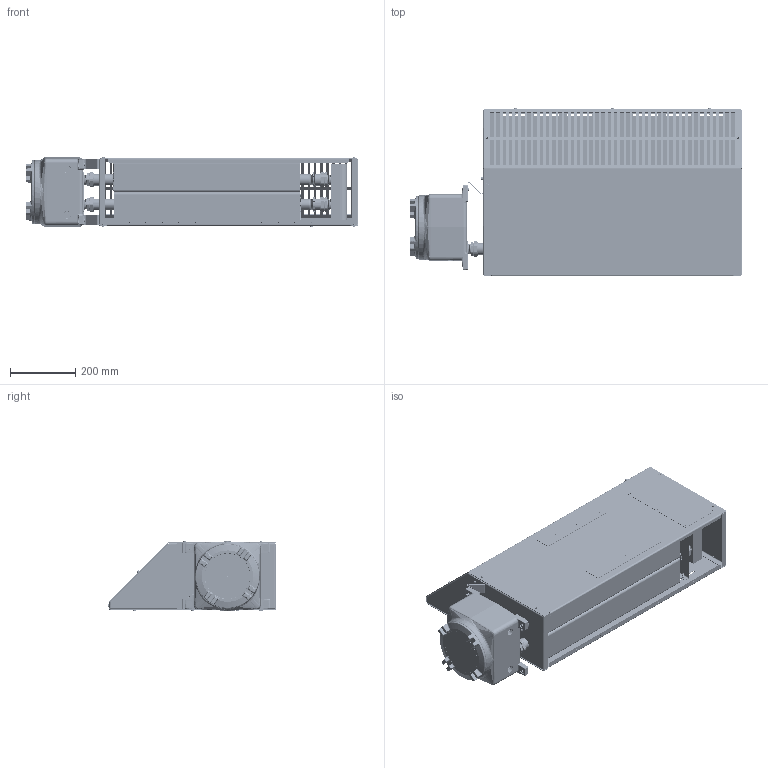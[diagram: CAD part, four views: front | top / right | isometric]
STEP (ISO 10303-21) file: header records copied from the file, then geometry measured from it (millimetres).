
FILE_DESCRIPTION (( 'STEP AP214' ), '1' );
FILE_NAME ('XEC-L CONTROL BOX 31.STEP', '2021-08-31T20:24:53', ( '' ), ( '' ), 'SwSTEP 2.0', 'SolidWorks 2020', '' );
FILE_SCHEMA (( 'AUTOMOTIVE_DESIGN' ));
Length unit declared in the file: inch
Products named in the file (1): XEC-L CONTROL BOX 31
Bounding box: 1020.63 x 519.46 x 215.29 mm (x, y, z)
Volume: 20289222.6 mm3; surface area: 3887600.7 mm2
Topology: 64 solids, 64 shells, 8831 faces, 22584 edges, 14085 vertices
Faces by surface type: cylinder 3219, plane 1962, cone 1404, bspline 1347, torus 831, sphere 68
Entity records: 517270 total; most frequent: CARTESIAN_POINT 207722, ORIENTED_EDGE 45020, DIRECTION 36298, EDGE_CURVE 22510, VERTEX_POINT 14079, AXIS2_PLACEMENT_3D 13371, LINE 9556, VECTOR 9556
